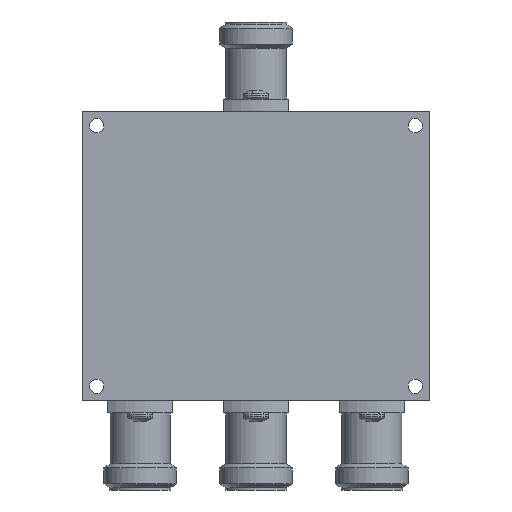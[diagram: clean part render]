
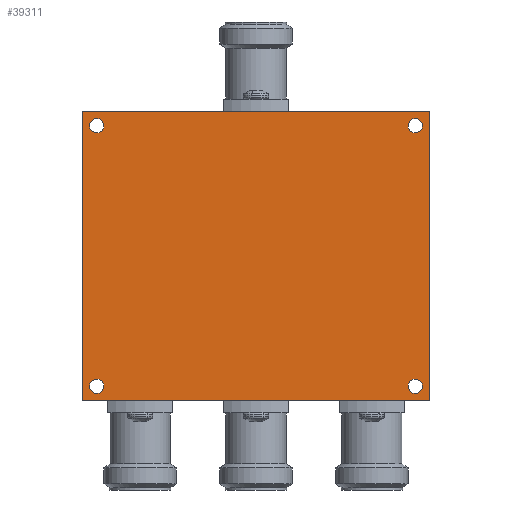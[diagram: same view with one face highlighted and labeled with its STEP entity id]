
A CAD part, front view. The second image highlights one B-rep face of the part: STEP entity #39311.
In plain terms, the highlighted planar face has unit normal (0, -1, 0).
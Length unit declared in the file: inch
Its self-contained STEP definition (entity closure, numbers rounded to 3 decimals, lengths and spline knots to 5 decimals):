
#19 = DIRECTION ( 'NONE',  ( 0., 1., 0. ) ) ;
#479 = ORIENTED_EDGE ( 'NONE', *, *, #52971, .F. ) ;
#1117 = CIRCLE ( 'NONE', #22370, 0.0625 ) ;
#1154 = ORIENTED_EDGE ( 'NONE', *, *, #37435, .T. ) ;
#1161 = ORIENTED_EDGE ( 'NONE', *, *, #28974, .T. ) ;
#1164 = VERTEX_POINT ( 'NONE', #1260 ) ;
#1260 = CARTESIAN_POINT ( 'NONE',  ( 1.375, 0., 1.1875 ) ) ;
#1857 = CIRCLE ( 'NONE', #45122, 0.0625 ) ;
#2080 = DIRECTION ( 'NONE',  ( 0., 0., 1. ) ) ;
#2840 = FACE_BOUND ( 'NONE', #10719, .T. ) ;
#4086 = CIRCLE ( 'NONE', #11184, 0.0625 ) ;
#4256 = VERTEX_POINT ( 'NONE', #30463 ) ;
#5671 = DIRECTION ( 'NONE',  ( 0., 0., 1. ) ) ;
#6061 = DIRECTION ( 'NONE',  ( 0., 1., 0. ) ) ;
#6466 = FACE_BOUND ( 'NONE', #49881, .T. ) ;
#6538 = DIRECTION ( 'NONE',  ( 0., 1., 0. ) ) ;
#6695 = VECTOR ( 'NONE', #27246, 39.37008 ) ;
#6902 = CARTESIAN_POINT ( 'NONE',  ( -1.375, 0., -1.1875 ) ) ;
#7134 = EDGE_LOOP ( 'NONE', ( #479, #48750, #22158, #23323 ) ) ;
#7548 = EDGE_LOOP ( 'NONE', ( #7951, #1161 ) ) ;
#7951 = ORIENTED_EDGE ( 'NONE', *, *, #49808, .T. ) ;
#8329 = EDGE_CURVE ( 'NONE', #22006, #4256, #47019, .T. ) ;
#10350 = CARTESIAN_POINT ( 'NONE',  ( 1.5, 0., 1.25 ) ) ;
#10675 = CARTESIAN_POINT ( 'NONE',  ( 1.375, 0., -1.0625 ) ) ;
#10719 = EDGE_LOOP ( 'NONE', ( #46764, #44632 ) ) ;
#11184 = AXIS2_PLACEMENT_3D ( 'NONE', #43929, #6061, #22936 ) ;
#11329 = CARTESIAN_POINT ( 'NONE',  ( -1.375, 0., 1.125 ) ) ;
#11856 = DIRECTION ( 'NONE',  ( 0., 1., 0. ) ) ;
#13181 = VERTEX_POINT ( 'NONE', #35511 ) ;
#13292 = DIRECTION ( 'NONE',  ( 0., 0., 1. ) ) ;
#13612 = CARTESIAN_POINT ( 'NONE',  ( -1.5, 0., -1.25 ) ) ;
#14241 = LINE ( 'NONE', #10350, #6695 ) ;
#15329 = CARTESIAN_POINT ( 'NONE',  ( 0., 0., 0. ) ) ;
#17149 = CARTESIAN_POINT ( 'NONE',  ( -1.375, 0., -1.125 ) ) ;
#17231 = CIRCLE ( 'NONE', #48961, 0.0625 ) ;
#17984 = CARTESIAN_POINT ( 'NONE',  ( 1.375, 0., -1.125 ) ) ;
#18365 = VERTEX_POINT ( 'NONE', #34948 ) ;
#18562 = EDGE_CURVE ( 'NONE', #36788, #46132, #36655, .T. ) ;
#18718 = CIRCLE ( 'NONE', #47784, 0.0625 ) ;
#19521 = AXIS2_PLACEMENT_3D ( 'NONE', #15329, #54003, #36074 ) ;
#20019 = PLANE ( 'NONE',  #19521 ) ;
#20324 = ORIENTED_EDGE ( 'NONE', *, *, #18562, .T. ) ;
#20589 = CARTESIAN_POINT ( 'NONE',  ( -1.375, 0., -1.0625 ) ) ;
#20804 = CARTESIAN_POINT ( 'NONE',  ( -1.5, 0., 1.25 ) ) ;
#21407 = CIRCLE ( 'NONE', #50449, 0.0625 ) ;
#22006 = VERTEX_POINT ( 'NONE', #13612 ) ;
#22156 = DIRECTION ( 'NONE',  ( 0., 0., 1. ) ) ;
#22158 = ORIENTED_EDGE ( 'NONE', *, *, #8329, .F. ) ;
#22370 = AXIS2_PLACEMENT_3D ( 'NONE', #38401, #46933, #38136 ) ;
#22832 = CARTESIAN_POINT ( 'NONE',  ( -1.375, 0., -1.125 ) ) ;
#22936 = DIRECTION ( 'NONE',  ( 0., 0., 1. ) ) ;
#23323 = ORIENTED_EDGE ( 'NONE', *, *, #35825, .F. ) ;
#25133 = DIRECTION ( 'NONE',  ( 0., 0., 1. ) ) ;
#25221 = EDGE_CURVE ( 'NONE', #4256, #49937, #29919, .T. ) ;
#26694 = VERTEX_POINT ( 'NONE', #10675 ) ;
#27246 = DIRECTION ( 'NONE',  ( 0., 0., -1. ) ) ;
#27809 = DIRECTION ( 'NONE',  ( 0., 1., 0. ) ) ;
#27904 = EDGE_CURVE ( 'NONE', #26694, #18365, #41427, .T. ) ;
#28395 = VECTOR ( 'NONE', #40195, 39.37008 ) ;
#28879 = DIRECTION ( 'NONE',  ( 0., 0., 1. ) ) ;
#28974 = EDGE_CURVE ( 'NONE', #43077, #36439, #1857, .T. ) ;
#29919 = LINE ( 'NONE', #34316, #38987 ) ;
#30315 = CARTESIAN_POINT ( 'NONE',  ( -1.375, 0., 1.1875 ) ) ;
#30463 = CARTESIAN_POINT ( 'NONE',  ( -1.5, 0., 1.25 ) ) ;
#30467 = AXIS2_PLACEMENT_3D ( 'NONE', #17149, #34285, #13292 ) ;
#31898 = LINE ( 'NONE', #36877, #28395 ) ;
#33281 = ORIENTED_EDGE ( 'NONE', *, *, #42296, .T. ) ;
#33339 = CARTESIAN_POINT ( 'NONE',  ( 1.375, 0., 1.0625 ) ) ;
#33525 = CARTESIAN_POINT ( 'NONE',  ( 1.375, 0., 1.125 ) ) ;
#34285 = DIRECTION ( 'NONE',  ( 0., 1., 0. ) ) ;
#34298 = VECTOR ( 'NONE', #46471, 39.37008 ) ;
#34316 = CARTESIAN_POINT ( 'NONE',  ( -1.5, 0., 1.25 ) ) ;
#34948 = CARTESIAN_POINT ( 'NONE',  ( 1.375, 0., -1.1875 ) ) ;
#35511 = CARTESIAN_POINT ( 'NONE',  ( 1.5, 0., -1.25 ) ) ;
#35825 = EDGE_CURVE ( 'NONE', #13181, #22006, #31898, .T. ) ;
#35892 = EDGE_CURVE ( 'NONE', #1164, #49251, #18718, .T. ) ;
#36074 = DIRECTION ( 'NONE',  ( 0., 0., -1. ) ) ;
#36422 = CARTESIAN_POINT ( 'NONE',  ( 1.375, 0., 1.125 ) ) ;
#36439 = VERTEX_POINT ( 'NONE', #42672 ) ;
#36606 = FACE_BOUND ( 'NONE', #38295, .T. ) ;
#36655 = CIRCLE ( 'NONE', #30467, 0.0625 ) ;
#36788 = VERTEX_POINT ( 'NONE', #6902 ) ;
#36877 = CARTESIAN_POINT ( 'NONE',  ( -1.5, 0., -1.25 ) ) ;
#37435 = EDGE_CURVE ( 'NONE', #46132, #36788, #21407, .T. ) ;
#38136 = DIRECTION ( 'NONE',  ( 0., 0., 1. ) ) ;
#38295 = EDGE_LOOP ( 'NONE', ( #33281, #44052 ) ) ;
#38401 = CARTESIAN_POINT ( 'NONE',  ( -1.375, 0., 1.125 ) ) ;
#38818 = AXIS2_PLACEMENT_3D ( 'NONE', #17984, #51409, #22156 ) ;
#38987 = VECTOR ( 'NONE', #51146, 39.37008 ) ;
#39311 = ADVANCED_FACE ( 'NONE', ( #48990, #6466, #49272, #2840, #36606 ), #20019, .T. ) ;
#40195 = DIRECTION ( 'NONE',  ( -1., 0., 0. ) ) ;
#41427 = CIRCLE ( 'NONE', #38818, 0.0625 ) ;
#42296 = EDGE_CURVE ( 'NONE', #49251, #1164, #17231, .T. ) ;
#42672 = CARTESIAN_POINT ( 'NONE',  ( -1.375, 0., 1.0625 ) ) ;
#43077 = VERTEX_POINT ( 'NONE', #30315 ) ;
#43929 = CARTESIAN_POINT ( 'NONE',  ( 1.375, 0., -1.125 ) ) ;
#44052 = ORIENTED_EDGE ( 'NONE', *, *, #35892, .T. ) ;
#44632 = ORIENTED_EDGE ( 'NONE', *, *, #27904, .T. ) ;
#45122 = AXIS2_PLACEMENT_3D ( 'NONE', #11329, #11856, #25133 ) ;
#45229 = CARTESIAN_POINT ( 'NONE',  ( 1.5, 0., 1.25 ) ) ;
#46132 = VERTEX_POINT ( 'NONE', #20589 ) ;
#46471 = DIRECTION ( 'NONE',  ( 0., 0., 1. ) ) ;
#46764 = ORIENTED_EDGE ( 'NONE', *, *, #53151, .T. ) ;
#46933 = DIRECTION ( 'NONE',  ( 0., 1., 0. ) ) ;
#47019 = LINE ( 'NONE', #20804, #34298 ) ;
#47784 = AXIS2_PLACEMENT_3D ( 'NONE', #33525, #19, #28879 ) ;
#48750 = ORIENTED_EDGE ( 'NONE', *, *, #25221, .F. ) ;
#48961 = AXIS2_PLACEMENT_3D ( 'NONE', #36422, #6538, #2080 ) ;
#48990 = FACE_BOUND ( 'NONE', #7548, .T. ) ;
#49251 = VERTEX_POINT ( 'NONE', #33339 ) ;
#49272 = FACE_OUTER_BOUND ( 'NONE', #7134, .T. ) ;
#49808 = EDGE_CURVE ( 'NONE', #36439, #43077, #1117, .T. ) ;
#49881 = EDGE_LOOP ( 'NONE', ( #20324, #1154 ) ) ;
#49937 = VERTEX_POINT ( 'NONE', #45229 ) ;
#50449 = AXIS2_PLACEMENT_3D ( 'NONE', #22832, #27809, #5671 ) ;
#51146 = DIRECTION ( 'NONE',  ( 1., 0., 0. ) ) ;
#51409 = DIRECTION ( 'NONE',  ( 0., 1., 0. ) ) ;
#52971 = EDGE_CURVE ( 'NONE', #49937, #13181, #14241, .T. ) ;
#53151 = EDGE_CURVE ( 'NONE', #18365, #26694, #4086, .T. ) ;
#54003 = DIRECTION ( 'NONE',  ( 0., -1., 0. ) ) ;
